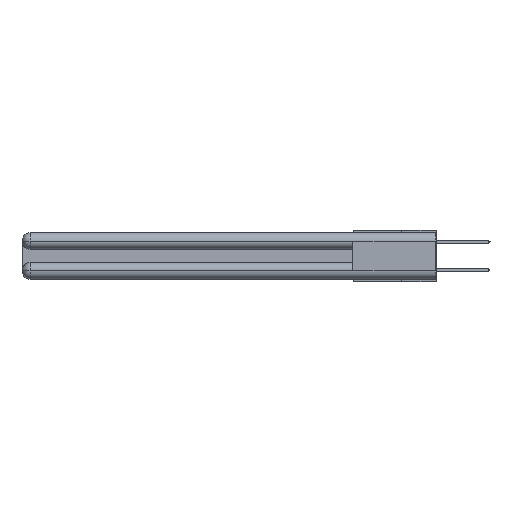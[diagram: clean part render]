
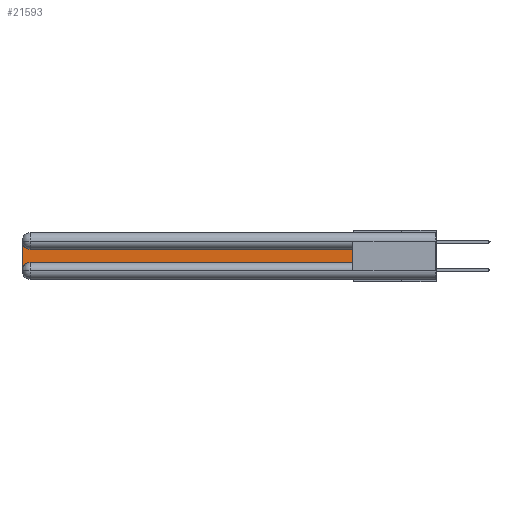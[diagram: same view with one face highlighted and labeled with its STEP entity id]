
A CAD part, left-side view. The second image highlights one B-rep face of the part: STEP entity #21593.
In plain terms, the highlighted planar face has unit normal (-1, 0, 0).
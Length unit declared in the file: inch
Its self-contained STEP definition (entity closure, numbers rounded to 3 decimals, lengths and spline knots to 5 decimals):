
#375 = VERTEX_POINT ( 'NONE', #20663 ) ;
#839 = EDGE_CURVE ( 'NONE', #30568, #3674, #30287, .T. ) ;
#2974 = DIRECTION ( 'NONE',  ( 0., 0., -1. ) ) ;
#3175 = DIRECTION ( 'NONE',  ( 1., 0., 0. ) ) ;
#3674 = VERTEX_POINT ( 'NONE', #11467 ) ;
#3735 = ORIENTED_EDGE ( 'NONE', *, *, #21169, .T. ) ;
#3989 = DIRECTION ( 'NONE',  ( 0., 0., -1. ) ) ;
#4458 = ORIENTED_EDGE ( 'NONE', *, *, #25610, .T. ) ;
#5297 = LINE ( 'NONE', #19606, #27259 ) ;
#5931 = CARTESIAN_POINT ( 'NONE',  ( 0.075, 0.6, -0.2175 ) ) ;
#8024 = AXIS2_PLACEMENT_3D ( 'NONE', #22848, #30113, #11017 ) ;
#9369 = DIRECTION ( 'NONE',  ( 0., 0., -1. ) ) ;
#9944 = CARTESIAN_POINT ( 'NONE',  ( 0.075, 3., -0.2775 ) ) ;
#10033 = ORIENTED_EDGE ( 'NONE', *, *, #11188, .T. ) ;
#10116 = ORIENTED_EDGE ( 'NONE', *, *, #10373, .T. ) ;
#10373 = EDGE_CURVE ( 'NONE', #3674, #13466, #18003, .T. ) ;
#11017 = DIRECTION ( 'NONE',  ( 0., 0., -1. ) ) ;
#11188 = EDGE_CURVE ( 'NONE', #14046, #30568, #5297, .T. ) ;
#11467 = CARTESIAN_POINT ( 'NONE',  ( 0.075, 3., -0.0625 ) ) ;
#12089 = CARTESIAN_POINT ( 'NONE',  ( 0.075, 2.94, -0.1225 ) ) ;
#13101 = CARTESIAN_POINT ( 'NONE',  ( 0.075, 0.6, -0.2175 ) ) ;
#13450 = DIRECTION ( 'NONE',  ( 0., 0., 1. ) ) ;
#13466 = VERTEX_POINT ( 'NONE', #9944 ) ;
#14046 = VERTEX_POINT ( 'NONE', #24499 ) ;
#14441 = EDGE_LOOP ( 'NONE', ( #10033, #24711, #10116, #3735, #4458, #30385 ) ) ;
#14544 = VECTOR ( 'NONE', #13450, 39.37008 ) ;
#14695 = PLANE ( 'NONE',  #16568 ) ;
#15312 = DIRECTION ( 'NONE',  ( 0., -1., 0. ) ) ;
#16048 = CARTESIAN_POINT ( 'NONE',  ( 0.075, 0.6, -0.2175 ) ) ;
#16351 = CIRCLE ( 'NONE', #8024, 0.06 ) ;
#16380 = LINE ( 'NONE', #16048, #14544 ) ;
#16568 = AXIS2_PLACEMENT_3D ( 'NONE', #30655, #23612, #9369 ) ;
#18003 = LINE ( 'NONE', #20414, #29545 ) ;
#19606 = CARTESIAN_POINT ( 'NONE',  ( 0.075, 0.6, -0.1225 ) ) ;
#20414 = CARTESIAN_POINT ( 'NONE',  ( 0.075, 3., -0.2175 ) ) ;
#20663 = CARTESIAN_POINT ( 'NONE',  ( 0.075, 2.94, -0.2175 ) ) ;
#20911 = EDGE_CURVE ( 'NONE', #30391, #14046, #16380, .T. ) ;
#21169 = EDGE_CURVE ( 'NONE', #13466, #375, #16351, .T. ) ;
#21565 = AXIS2_PLACEMENT_3D ( 'NONE', #22289, #3175, #2974 ) ;
#21593 = ADVANCED_FACE ( 'NONE', ( #24143 ), #14695, .F. ) ;
#22289 = CARTESIAN_POINT ( 'NONE',  ( 0.075, 2.94, -0.0625 ) ) ;
#22848 = CARTESIAN_POINT ( 'NONE',  ( 0.075, 2.94, -0.2775 ) ) ;
#23612 = DIRECTION ( 'NONE',  ( 1., 0., 0. ) ) ;
#24143 = FACE_OUTER_BOUND ( 'NONE', #14441, .T. ) ;
#24499 = CARTESIAN_POINT ( 'NONE',  ( 0.075, 0.6, -0.1225 ) ) ;
#24711 = ORIENTED_EDGE ( 'NONE', *, *, #839, .T. ) ;
#25610 = EDGE_CURVE ( 'NONE', #375, #30391, #25878, .T. ) ;
#25878 = LINE ( 'NONE', #5931, #26619 ) ;
#26619 = VECTOR ( 'NONE', #15312, 39.37008 ) ;
#27259 = VECTOR ( 'NONE', #28980, 39.37008 ) ;
#28980 = DIRECTION ( 'NONE',  ( 0., 1., 0. ) ) ;
#29545 = VECTOR ( 'NONE', #3989, 39.37008 ) ;
#30113 = DIRECTION ( 'NONE',  ( 1., 0., 0. ) ) ;
#30287 = CIRCLE ( 'NONE', #21565, 0.06 ) ;
#30385 = ORIENTED_EDGE ( 'NONE', *, *, #20911, .T. ) ;
#30391 = VERTEX_POINT ( 'NONE', #13101 ) ;
#30568 = VERTEX_POINT ( 'NONE', #12089 ) ;
#30655 = CARTESIAN_POINT ( 'NONE',  ( 0.075, 3., -0.1225 ) ) ;
